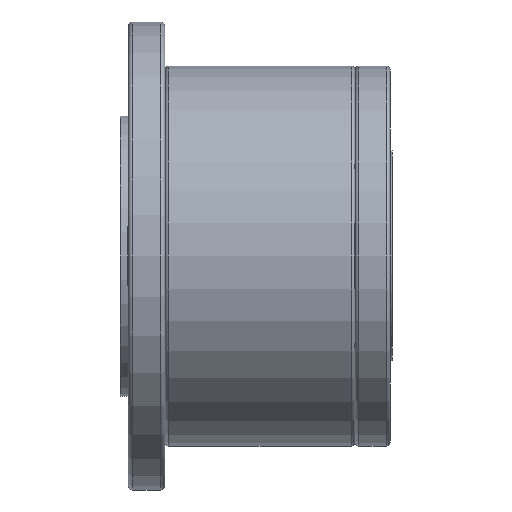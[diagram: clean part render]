
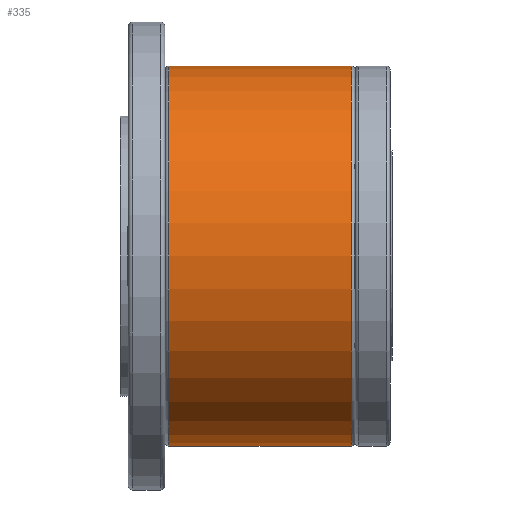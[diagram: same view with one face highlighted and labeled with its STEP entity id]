
A CAD part, front view. The second image highlights one B-rep face of the part: STEP entity #335.
In plain terms, the highlighted cylindrical face has radius 95 mm (diameter 190 mm), a partial arc.
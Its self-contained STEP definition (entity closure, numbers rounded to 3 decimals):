
#335=ADVANCED_FACE('',(#972),#973,.T.);
#972=FACE_OUTER_BOUND('',#1645,.T.);
#973=CYLINDRICAL_SURFACE('',#1646,95.0);
#1645=EDGE_LOOP('',(#3910,#3911,#3912,#3913,#3914,#3915));
#1646=AXIS2_PLACEMENT_3D('',#3916,#3917,#3918);
#3910=ORIENTED_EDGE('',*,*,#4043,.T.);
#3911=ORIENTED_EDGE('',*,*,#4742,.F.);
#3912=ORIENTED_EDGE('',*,*,#4741,.F.);
#3913=ORIENTED_EDGE('',*,*,#4045,.T.);
#3914=ORIENTED_EDGE('',*,*,#4740,.T.);
#3915=ORIENTED_EDGE('',*,*,#4739,.T.);
#3916=CARTESIAN_POINT('',(70.0,0.0,0.0));
#3917=DIRECTION('',(1.0,0.0,0.0));
#3918=DIRECTION('',(0.0,0.0,-1.0));
#4043=EDGE_CURVE('',#4779,#4780,#4781,.T.);
#4045=EDGE_CURVE('',#4784,#4782,#4785,.T.);
#4739=EDGE_CURVE('',#5943,#4779,#5944,.T.);
#4740=EDGE_CURVE('',#4782,#5943,#5945,.T.);
#4741=EDGE_CURVE('',#4784,#5946,#5947,.T.);
#4742=EDGE_CURVE('',#5946,#4780,#5948,.T.);
#4779=VERTEX_POINT('',#5993);
#4780=VERTEX_POINT('',#5994);
#4781=LINE('',#5995,#5996);
#4782=VERTEX_POINT('',#5997);
#4784=VERTEX_POINT('',#5999);
#4785=LINE('',#6000,#6001);
#5943=VERTEX_POINT('',#7580);
#5944=CIRCLE('',#7581,95.0);
#5945=CIRCLE('',#7582,95.0);
#5946=VERTEX_POINT('',#7583);
#5947=CIRCLE('',#7584,95.0);
#5948=CIRCLE('',#7585,95.0);
#5993=CARTESIAN_POINT('',(24.4,0.,-95.0));
#5994=CARTESIAN_POINT('',(115.6,0.,-95.0));
#5995=CARTESIAN_POINT('',(70.0,0.,-95.0));
#5996=VECTOR('',#7634,1.0);
#5997=CARTESIAN_POINT('',(24.4,0.,95.0));
#5999=CARTESIAN_POINT('',(115.6,0.,95.0));
#6000=CARTESIAN_POINT('',(70.0,0.,95.0));
#6001=VECTOR('',#7638,1.0);
#7580=CARTESIAN_POINT('',(24.4,-95.0,0.));
#7581=AXIS2_PLACEMENT_3D('',#9001,#9002,#9003);
#7582=AXIS2_PLACEMENT_3D('',#9004,#9005,#9006);
#7583=CARTESIAN_POINT('',(115.6,-95.0,0.0));
#7584=AXIS2_PLACEMENT_3D('',#9007,#9008,#9009);
#7585=AXIS2_PLACEMENT_3D('',#9010,#9011,#9012);
#7634=DIRECTION('',(1.0,0.0,0.0));
#7638=DIRECTION('',(-1.0,-0.0,-0.0));
#9001=CARTESIAN_POINT('',(24.4,0.,0.));
#9002=DIRECTION('',(1.0,0.0,0.0));
#9003=DIRECTION('',(0.0,0.0,-1.0));
#9004=CARTESIAN_POINT('',(24.4,0.,0.));
#9005=DIRECTION('',(1.0,0.0,0.0));
#9006=DIRECTION('',(0.0,0.0,-1.0));
#9007=CARTESIAN_POINT('',(115.6,0.,0.0));
#9008=DIRECTION('',(1.0,0.0,0.0));
#9009=DIRECTION('',(0.0,0.0,-1.0));
#9010=CARTESIAN_POINT('',(115.6,0.,0.0));
#9011=DIRECTION('',(1.0,0.0,0.0));
#9012=DIRECTION('',(0.0,0.0,-1.0));
